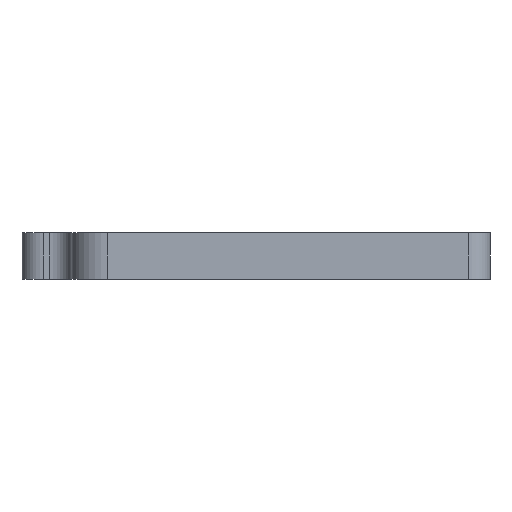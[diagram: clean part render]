
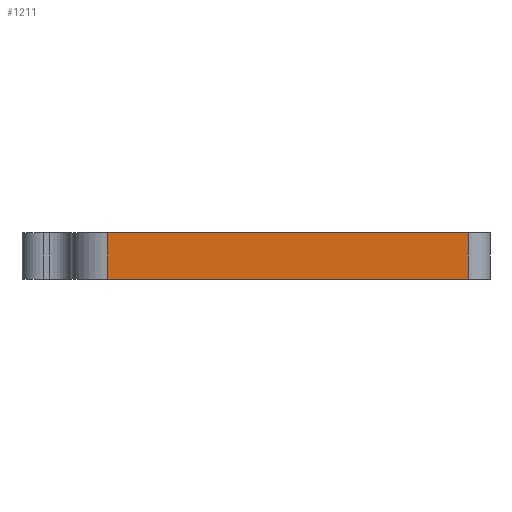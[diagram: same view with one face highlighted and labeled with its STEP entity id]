
A CAD part, front view. The second image highlights one B-rep face of the part: STEP entity #1211.
In plain terms, the highlighted planar face has unit normal (0, -1, 0).
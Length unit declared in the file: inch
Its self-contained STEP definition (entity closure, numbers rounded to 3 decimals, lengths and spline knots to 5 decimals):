
#83=PLANE('',#1366);
#145=FACE_OUTER_BOUND('',#233,.T.);
#233=EDGE_LOOP('',(#1049,#1050,#1051,#1052));
#274=LINE('',#1852,#361);
#337=LINE('',#2072,#424);
#338=LINE('',#2075,#425);
#339=LINE('',#2076,#426);
#361=VECTOR('',#1490,0.3937);
#424=VECTOR('',#1727,0.3937);
#425=VECTOR('',#1730,0.3937);
#426=VECTOR('',#1731,0.3937);
#544=VERTEX_POINT('',#1849);
#545=VERTEX_POINT('',#1851);
#615=VERTEX_POINT('',#2070);
#616=VERTEX_POINT('',#2074);
#665=EDGE_CURVE('',#545,#544,#274,.T.);
#776=EDGE_CURVE('',#544,#615,#337,.T.);
#777=EDGE_CURVE('',#616,#615,#338,.T.);
#778=EDGE_CURVE('',#545,#616,#339,.T.);
#1049=ORIENTED_EDGE('',*,*,#665,.T.);
#1050=ORIENTED_EDGE('',*,*,#776,.T.);
#1051=ORIENTED_EDGE('',*,*,#777,.F.);
#1052=ORIENTED_EDGE('',*,*,#778,.F.);
#1211=ADVANCED_FACE('',(#145),#83,.T.);
#1366=AXIS2_PLACEMENT_3D('',#2073,#1728,#1729);
#1490=DIRECTION('',(1.,0.,0.));
#1727=DIRECTION('',(0.,0.,1.));
#1728=DIRECTION('center_axis',(0.,-1.,0.));
#1729=DIRECTION('ref_axis',(1.,0.,0.));
#1730=DIRECTION('',(1.,0.,0.));
#1731=DIRECTION('',(0.,0.,1.));
#1849=CARTESIAN_POINT('',(4.71806,1.16011,-0.00032));
#1851=CARTESIAN_POINT('',(2.77535,1.16011,-0.00032));
#1852=CARTESIAN_POINT('',(2.77535,1.16011,-0.00032));
#2070=CARTESIAN_POINT('',(4.71806,1.16011,0.24968));
#2072=CARTESIAN_POINT('',(4.71806,1.16011,-0.00032));
#2073=CARTESIAN_POINT('Origin',(2.77535,1.16011,-0.00032));
#2074=CARTESIAN_POINT('',(2.77535,1.16011,0.24968));
#2075=CARTESIAN_POINT('',(2.77535,1.16011,0.24968));
#2076=CARTESIAN_POINT('',(2.77535,1.16011,-0.00032));
